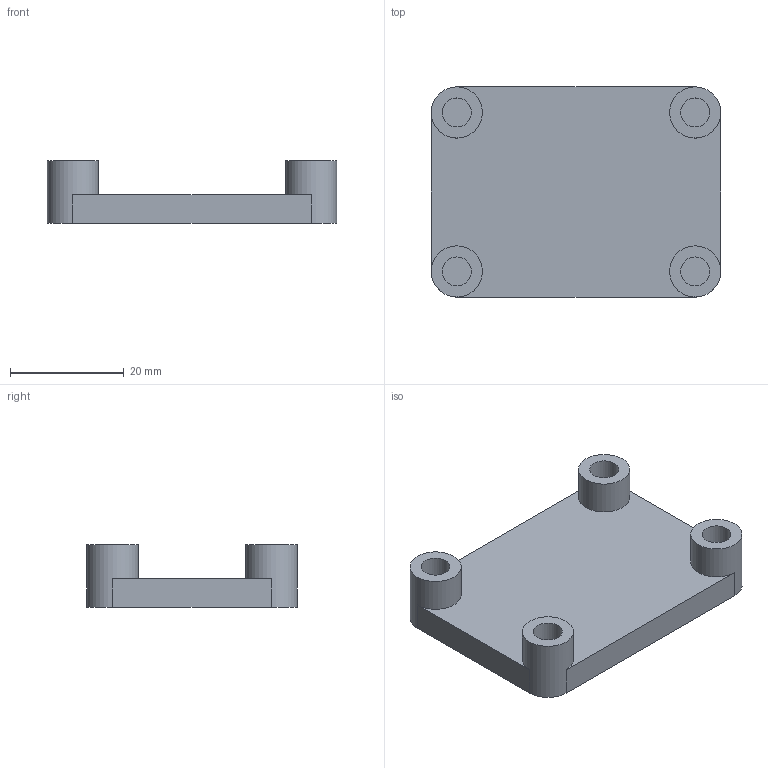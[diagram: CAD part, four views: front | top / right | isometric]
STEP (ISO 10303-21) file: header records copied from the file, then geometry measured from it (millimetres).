
FILE_DESCRIPTION(/* description */ (''),/* implementation_level */ '2;1');
FILE_NAME(/* name */ 'Duet3d_monitor_base v5.step',/* time_stamp */ '2020-09-24T11:28:19-07:00',/* author */ (''),/* organization */ (''),/* preprocessor_version */ 'ST-DEVELOPER v18.1',/* originating_system */ 'Autodesk Translation Framework v9.3.0.1241',/* authorisation */ '');
FILE_SCHEMA (('AUTOMOTIVE_DESIGN { 1 0 10303 214 3 1 1 }'));
Length unit declared in the file: millimetre
Products named in the file (1): Duet3d_monitor_base
Bounding box: 50.91 x 36.94 x 11 mm (x, y, z)
Volume: 10271 mm3; surface area: 5693.5 mm2
Topology: 1 solids, 1 shells, 22 faces, 46 edges, 30 vertices
Faces by surface type: plane 14, cylinder 8
Full cylindrical faces by diameter (mm): 5.1 x4, 9 x4
Entity records: 636 total; most frequent: DIRECTION 114, CARTESIAN_POINT 99, ORIENTED_EDGE 92, EDGE_CURVE 46, AXIS2_PLACEMENT_3D 45, VERTEX_POINT 30, EDGE_LOOP 26, LINE 24
